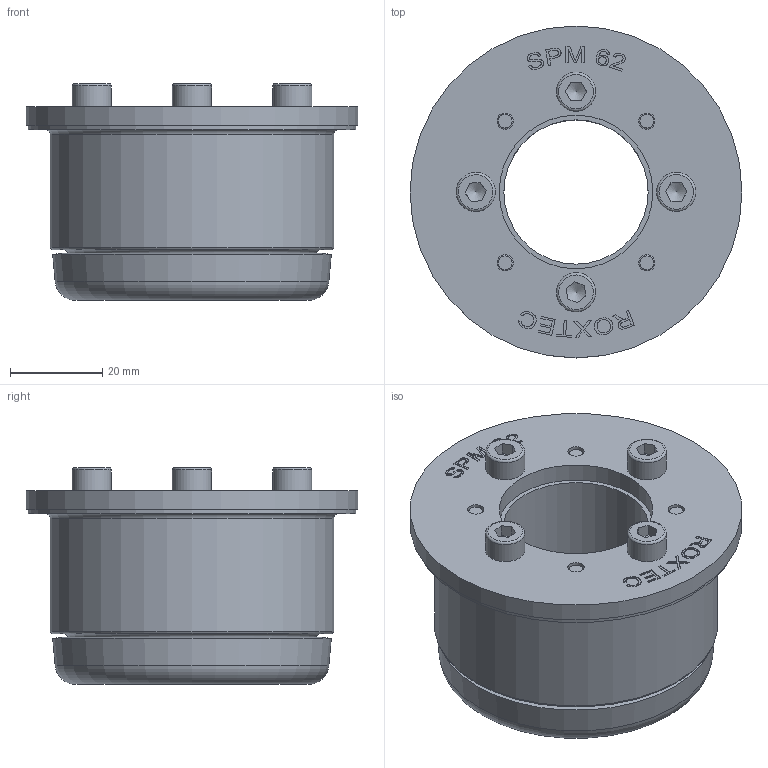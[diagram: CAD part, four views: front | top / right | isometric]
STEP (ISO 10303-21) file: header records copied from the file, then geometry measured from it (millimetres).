
FILE_DESCRIPTION((''),'2;1');
FILE_NAME('SPM62.stp','2016-02-02T11:18:34',(''),(''),'Autodesk Inventor 2013','Autodesk Inventor 2013','');
FILE_SCHEMA(('AUTOMOTIVE_DESIGN { 1 0 10303 214 1 1 1 1 }'));
Length unit declared in the file: millimetre
Products named in the file (6): SPM-Iassembly; 100-052546; 100-052547; 100-052548; 100-052549; 100-033983
Assembly tree (8 placements, depth 3):
  SPM-Iassembly
    100-052546
      100-052547
      100-052548
      100-052549
      100-033983  x4
Bounding box: 72 x 72 x 47 mm (x, y, z)
Volume: 94772.1 mm3; surface area: 36454.1 mm2
Topology: 7 solids, 7 shells, 330 faces, 826 edges, 540 vertices
Faces by surface type: plane 157, bspline 92, cylinder 43, cone 20, torus 18
Full cylindrical faces by diameter (mm): 3 x4, 3.5 x4, 4.4 x4, 4.5 x4, 4.9 x8, 5 x5, 5.3 x4, 8.5 x4, 31.3 x1, 33.3 x2, 61.5 x1, 71 x1, 72 x1
Entity records: 8919 total; most frequent: CARTESIAN_POINT 2643, ORIENTED_EDGE 1308, DIRECTION 970, EDGE_CURVE 654, VERTEX_POINT 467, EDGE_LOOP 413, VECTOR 370, LINE 370
